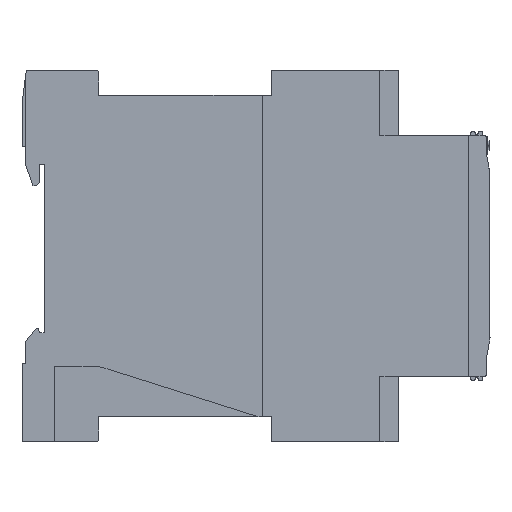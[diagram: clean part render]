
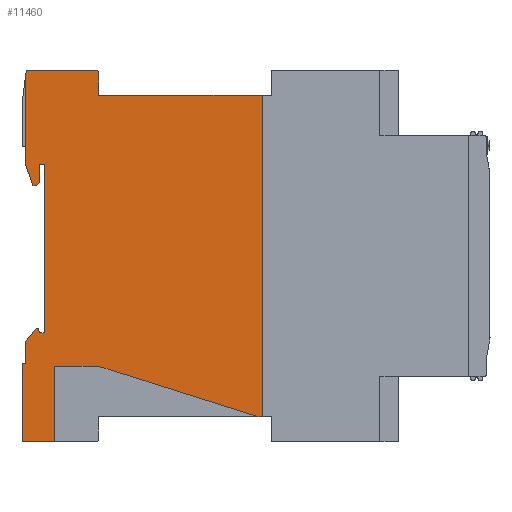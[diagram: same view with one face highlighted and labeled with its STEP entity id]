
A CAD part, left-side view. The second image highlights one B-rep face of the part: STEP entity #11460.
In plain terms, the highlighted planar face has unit normal (-1, 0, 0).
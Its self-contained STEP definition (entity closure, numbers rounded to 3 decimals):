
#7984=EDGE_CURVE('',#19186,#11952,#23117,.T.);
#9286=EDGE_CURVE('',#16350,#14422,#24539,.T.);
#9330=VERTEX_POINT('',#24585);
#9398=EDGE_CURVE('',#12078,#17108,#24655,.T.);
#9406=EDGE_CURVE('',#16202,#9760,#24664,.T.);
#9440=EDGE_CURVE('',#15366,#16202,#24701,.T.);
#9760=VERTEX_POINT('',#25045);
#10136=VERTEX_POINT('',#25447);
#10144=VERTEX_POINT('',#25455);
#10552=EDGE_CURVE('',#11092,#10144,#25903,.T.);
#11092=VERTEX_POINT('',#26507);
#11112=EDGE_CURVE('',#12766,#19214,#26528,.T.);
#11114=EDGE_CURVE('',#17204,#11822,#26530,.T.);
#11460=ADVANCED_FACE('',(#26902),#26903,.F.);
#11720=VERTEX_POINT('',#27186);
#11822=VERTEX_POINT('',#27299);
#11920=VERTEX_POINT('',#27408);
#11952=VERTEX_POINT('',#27441);
#12034=EDGE_CURVE('',#12078,#13640,#27529,.T.);
#12078=VERTEX_POINT('',#27578);
#12432=EDGE_CURVE('',#19626,#15366,#27974,.T.);
#12766=VERTEX_POINT('',#28338);
#13540=VERTEX_POINT('',#29188);
#13640=VERTEX_POINT('',#29295);
#13824=VERTEX_POINT('',#29498);
#14422=VERTEX_POINT('',#30149);
#14654=EDGE_CURVE('',#9760,#11092,#30403,.T.);
#15024=EDGE_CURVE('',#13540,#11952,#30806,.T.);
#15248=EDGE_CURVE('',#15770,#12766,#31053,.T.);
#15366=VERTEX_POINT('',#31181);
#15770=VERTEX_POINT('',#31631);
#16072=EDGE_CURVE('',#11920,#13540,#31963,.T.);
#16202=VERTEX_POINT('',#32104);
#16292=VERTEX_POINT('',#32204);
#16350=VERTEX_POINT('',#32269);
#16592=EDGE_CURVE('',#17474,#11920,#32534,.T.);
#16952=EDGE_CURVE('',#13824,#13640,#32916,.T.);
#17108=VERTEX_POINT('',#33080);
#17168=EDGE_CURVE('',#14422,#17474,#33146,.T.);
#17204=VERTEX_POINT('',#33186);
#17448=EDGE_CURVE('',#9330,#20382,#33446,.T.);
#17474=VERTEX_POINT('',#33477);
#17702=EDGE_CURVE('',#17108,#11720,#33722,.T.);
#17734=EDGE_CURVE('',#21048,#13824,#33758,.T.);
#18062=VERTEX_POINT('',#34121);
#18168=EDGE_CURVE('',#22104,#17204,#34239,.T.);
#18348=EDGE_CURVE('',#18062,#19118,#34432,.T.);
#19118=VERTEX_POINT('',#35296);
#19186=VERTEX_POINT('',#35372);
#19214=VERTEX_POINT('',#35403);
#19538=EDGE_CURVE('',#19214,#10136,#35766,.T.);
#19626=VERTEX_POINT('',#35863);
#20032=EDGE_CURVE('',#15770,#16292,#36307,.T.);
#20298=EDGE_CURVE('',#16292,#18062,#36599,.T.);
#20382=VERTEX_POINT('',#36689);
#21048=VERTEX_POINT('',#37412);
#21524=EDGE_CURVE('',#11822,#19626,#37941,.T.);
#21678=EDGE_CURVE('',#10144,#21048,#38116,.T.);
#21706=EDGE_CURVE('',#20382,#19186,#38145,.T.);
#21882=EDGE_CURVE('',#10136,#9330,#38334,.T.);
#22104=VERTEX_POINT('',#38571);
#22250=EDGE_CURVE('',#19118,#22104,#38730,.T.);
#22376=EDGE_CURVE('',#11720,#16350,#38869,.T.);
#23117=CIRCLE('',#39817,0.2);
#24539=LINE('',#41937,#41938);
#24585=CARTESIAN_POINT('',(-22.5,-17.407,-24.7));
#24655=LINE('',#42109,#42110);
#24664=LINE('',#42122,#42123);
#24701=LINE('',#42174,#42175);
#25045=CARTESIAN_POINT('',(-22.5,-4.4,21.45));
#25447=CARTESIAN_POINT('',(-22.5,-7.7,-24.7));
#25455=CARTESIAN_POINT('',(-22.5,-3.9,17.264));
#25903=LINE('',#44097,#44098);
#26507=CARTESIAN_POINT('',(-22.5,-3.9,20.95));
#26528=LINE('',#44994,#44995);
#26530=LINE('',#44998,#44999);
#26902=FACE_OUTER_BOUND('',#45541,.T.);
#26903=PLANE('',#45542);
#27186=CARTESIAN_POINT('',(-22.5,-16.9,43.0));
#27299=CARTESIAN_POINT('',(-22.5,-3.732,-16.05));
#27408=CARTESIAN_POINT('',(-22.5,-54.9,37.2));
#27441=CARTESIAN_POINT('',(-22.5,-53.931,-36.2));
#27529=LINE('',#46457,#46458);
#27578=CARTESIAN_POINT('',(-22.5,-0.8,41.481));
#27974=LINE('',#47101,#47102);
#28338=CARTESIAN_POINT('',(-22.5,-7.5,-41.4));
#29188=CARTESIAN_POINT('',(-22.5,-54.9,-36.2));
#29295=CARTESIAN_POINT('',(-22.5,-0.8,21.45));
#29498=CARTESIAN_POINT('',(-22.5,-2.5,16.55));
#30149=CARTESIAN_POINT('',(-22.5,-17.5,37.4));
#30403=CIRCLE('',#50724,0.5);
#30806=LINE('',#51327,#51328);
#31053=CIRCLE('',#51672,0.6);
#31181=CARTESIAN_POINT('',(-22.5,-5.1,-17.05));
#31631=CARTESIAN_POINT('',(-22.5,-6.9,-42.0));
#31963=LINE('',#53025,#53026);
#32104=CARTESIAN_POINT('',(-22.5,-5.1,21.45));
#32204=CARTESIAN_POINT('',(-22.5,0.0,-42.0));
#32269=CARTESIAN_POINT('',(-22.5,-17.5,42.4));
#32534=LINE('',#53857,#53858);
#32916=LINE('',#54464,#54465);
#33080=CARTESIAN_POINT('',(-22.5,-1.,43.0));
#33146=CIRCLE('',#54825,0.2);
#33186=CARTESIAN_POINT('',(-22.5,-3.232,-16.05));
#33446=CIRCLE('',#55258,0.6);
#33477=CARTESIAN_POINT('',(-22.5,-17.7,37.2));
#33722=LINE('',#55663,#55664);
#33758=LINE('',#55715,#55716);
#34121=CARTESIAN_POINT('',(-22.5,0.0,-24.05));
#34239=LINE('',#56471,#56472);
#34432=LINE('',#56791,#56792);
#35296=CARTESIAN_POINT('',(-22.5,-0.8,-24.05));
#35372=CARTESIAN_POINT('',(-22.5,-53.871,-36.191));
#35403=CARTESIAN_POINT('',(-22.5,-7.5,-24.9));
#35766=CIRCLE('',#58743,0.2);
#35863=CARTESIAN_POINT('',(-22.5,-4.0,-17.05));
#36307=LINE('',#59517,#59518);
#36599=LINE('',#60013,#60014);
#36689=CARTESIAN_POINT('',(-22.5,-17.588,-24.728));
#37412=CARTESIAN_POINT('',(-22.5,-3.4,16.55));
#37941=LINE('',#61996,#61997);
#38116=LINE('',#62268,#62269);
#38145=LINE('',#62315,#62316);
#38334=LINE('',#62589,#62590);
#38571=CARTESIAN_POINT('',(-22.5,-0.8,-19.05));
#38730=LINE('',#63181,#63182);
#38869=CIRCLE('',#63364,0.6);
#39817=AXIS2_PLACEMENT_3D('',#64257,#64258,#64259);
#41937=CARTESIAN_POINT('',(-22.5,-17.5,42.4));
#41938=VECTOR('',#65825,1.0);
#42109=CARTESIAN_POINT('',(-22.5,0.,35.404));
#42110=VECTOR('',#65913,1.0);
#42122=CARTESIAN_POINT('',(-22.5,-5.1,21.45));
#42123=VECTOR('',#65923,1.0);
#42174=CARTESIAN_POINT('',(-22.5,-5.1,-17.05));
#42175=VECTOR('',#65957,1.0);
#44097=CARTESIAN_POINT('',(-22.5,-3.9,20.95));
#44098=VECTOR('',#67120,1.0);
#44994=CARTESIAN_POINT('',(-22.5,-7.5,-12.02));
#44995=VECTOR('',#67915,1.0);
#44998=CARTESIAN_POINT('',(-22.5,-3.232,-16.05));
#44999=VECTOR('',#67916,1.0);
#45541=EDGE_LOOP('',(#68245,#68246,#68247,#68248,#68249,#68250,#68251,#68252,#68253,#68254,#68255,#68256,#68257,#68258,#68259,#68260,#68261,#68262,#68263,#68264,#68265,#68266,#68267,#68268,#68269,#68270,#68271,#68272,#68273,#68274,#68275));
#45542=AXIS2_PLACEMENT_3D('',#68276,#68277,#68278);
#46457=CARTESIAN_POINT('',(-22.5,-0.8,5.168));
#46458=VECTOR('',#68951,1.0);
#47101=CARTESIAN_POINT('',(-22.5,-4.0,-17.05));
#47102=VECTOR('',#69516,1.0);
#50724=AXIS2_PLACEMENT_3D('',#72139,#72140,#72141);
#51327=CARTESIAN_POINT('',(-22.5,-54.9,-36.2));
#51328=VECTOR('',#72588,1.0);
#51672=AXIS2_PLACEMENT_3D('',#72871,#72872,#72873);
#53025=CARTESIAN_POINT('',(-22.5,-54.9,37.2));
#53026=VECTOR('',#73983,1.0);
#53857=CARTESIAN_POINT('',(-22.5,-17.7,37.2));
#53858=VECTOR('',#74640,1.0);
#54464=CARTESIAN_POINT('',(-22.5,-2.5,16.55));
#54465=VECTOR('',#74960,1.);
#54825=AXIS2_PLACEMENT_3D('',#75172,#75173,#75174);
#55258=AXIS2_PLACEMENT_3D('',#75456,#75457,#75458);
#55663=CARTESIAN_POINT('',(-22.5,-1.0,43.0));
#55664=VECTOR('',#75718,1.0);
#55715=CARTESIAN_POINT('',(-22.5,-3.4,16.55));
#55716=VECTOR('',#75763,1.0);
#56471=CARTESIAN_POINT('',(-22.5,-0.8,-19.05));
#56472=VECTOR('',#76336,1.0);
#56791=CARTESIAN_POINT('',(-22.5,0.0,-24.05));
#56792=VECTOR('',#76520,1.0);
#58743=AXIS2_PLACEMENT_3D('',#78142,#78143,#78144);
#59517=CARTESIAN_POINT('',(-22.5,-16.9,-42.0));
#59518=VECTOR('',#78708,1.0);
#60013=CARTESIAN_POINT('',(-22.5,0.0,-42.0));
#60014=VECTOR('',#79018,1.0);
#61996=CARTESIAN_POINT('',(-22.5,-3.732,-16.05));
#61997=VECTOR('',#80446,1.);
#62268=CARTESIAN_POINT('',(-22.5,-3.9,17.264));
#62269=VECTOR('',#80760,1.0);
#62315=CARTESIAN_POINT('',(-22.5,-35.555,-30.404));
#62316=VECTOR('',#80782,1.0);
#62589=CARTESIAN_POINT('',(-22.5,-21.348,-24.7));
#62590=VECTOR('',#80971,1.0);
#63181=CARTESIAN_POINT('',(-22.5,-0.8,-24.05));
#63182=VECTOR('',#81313,1.0);
#63364=AXIS2_PLACEMENT_3D('',#81459,#81460,#81461);
#64257=CARTESIAN_POINT('',(-22.5,-53.931,-36.));
#64258=DIRECTION('',(-1.0,0.0,-0.0));
#64259=DIRECTION('',(0.0,0.301,-0.954));
#65825=DIRECTION('',(0.0,0.0,-1.0));
#65913=DIRECTION('',(0.0,-0.131,0.991));
#65923=DIRECTION('',(0.0,1.0,0.0));
#65957=DIRECTION('',(0.0,0.0,1.0));
#67120=DIRECTION('',(0.0,0.0,-1.0));
#67915=DIRECTION('',(0.0,0.0,1.0));
#67916=DIRECTION('',(0.0,-1.0,0.0));
#68245=ORIENTED_EDGE('',*,*,#15248,.T.);
#68246=ORIENTED_EDGE('',*,*,#11112,.T.);
#68247=ORIENTED_EDGE('',*,*,#19538,.T.);
#68248=ORIENTED_EDGE('',*,*,#21882,.T.);
#68249=ORIENTED_EDGE('',*,*,#17448,.T.);
#68250=ORIENTED_EDGE('',*,*,#21706,.T.);
#68251=ORIENTED_EDGE('',*,*,#7984,.T.);
#68252=ORIENTED_EDGE('',*,*,#15024,.F.);
#68253=ORIENTED_EDGE('',*,*,#16072,.F.);
#68254=ORIENTED_EDGE('',*,*,#16592,.F.);
#68255=ORIENTED_EDGE('',*,*,#17168,.F.);
#68256=ORIENTED_EDGE('',*,*,#9286,.F.);
#68257=ORIENTED_EDGE('',*,*,#22376,.F.);
#68258=ORIENTED_EDGE('',*,*,#17702,.F.);
#68259=ORIENTED_EDGE('',*,*,#9398,.F.);
#68260=ORIENTED_EDGE('',*,*,#12034,.T.);
#68261=ORIENTED_EDGE('',*,*,#16952,.F.);
#68262=ORIENTED_EDGE('',*,*,#17734,.F.);
#68263=ORIENTED_EDGE('',*,*,#21678,.F.);
#68264=ORIENTED_EDGE('',*,*,#10552,.F.);
#68265=ORIENTED_EDGE('',*,*,#14654,.F.);
#68266=ORIENTED_EDGE('',*,*,#9406,.F.);
#68267=ORIENTED_EDGE('',*,*,#9440,.F.);
#68268=ORIENTED_EDGE('',*,*,#12432,.F.);
#68269=ORIENTED_EDGE('',*,*,#21524,.F.);
#68270=ORIENTED_EDGE('',*,*,#11114,.F.);
#68271=ORIENTED_EDGE('',*,*,#18168,.F.);
#68272=ORIENTED_EDGE('',*,*,#22250,.F.);
#68273=ORIENTED_EDGE('',*,*,#18348,.F.);
#68274=ORIENTED_EDGE('',*,*,#20298,.F.);
#68275=ORIENTED_EDGE('',*,*,#20032,.F.);
#68276=CARTESIAN_POINT('',(-22.5,-25.29,0.86));
#68277=DIRECTION('',(1.0,0.0,0.0));
#68278=DIRECTION('',(0.0,1.0,0.0));
#68951=DIRECTION('',(0.0,0.0,-1.0));
#69516=DIRECTION('',(0.0,-1.0,0.0));
#72139=CARTESIAN_POINT('',(-22.5,-4.4,20.95));
#72140=DIRECTION('',(-1.0,0.0,0.0));
#72141=DIRECTION('',(0.0,1.0,0.));
#72588=DIRECTION('',(0.0,1.0,0.0));
#72871=CARTESIAN_POINT('',(-22.5,-6.9,-41.4));
#72872=DIRECTION('',(-1.0,0.0,-0.0));
#72873=DIRECTION('',(0.0,0.,-1.0));
#73983=DIRECTION('',(0.0,0.0,-1.0));
#74640=DIRECTION('',(0.0,-1.0,0.0));
#74960=DIRECTION('',(0.0,0.328,0.945));
#75172=CARTESIAN_POINT('',(-22.5,-17.7,37.4));
#75173=DIRECTION('',(-1.0,-0.0,0.0));
#75174=DIRECTION('',(0.0,0.,-1.));
#75456=CARTESIAN_POINT('',(-22.5,-17.407,-25.3));
#75457=DIRECTION('',(1.0,0.0,0.0));
#75458=DIRECTION('',(-0.0,-0.301,0.954));
#75718=DIRECTION('',(0.0,-1.0,0.0));
#75763=DIRECTION('',(0.0,1.0,0.0));
#76336=DIRECTION('',(0.0,-0.63,0.777));
#76520=DIRECTION('',(0.0,-1.0,0.0));
#78142=CARTESIAN_POINT('',(-22.5,-7.7,-24.9));
#78143=DIRECTION('',(1.0,0.0,0.0));
#78144=DIRECTION('',(-0.0,0.,1.));
#78708=DIRECTION('',(0.0,1.0,0.0));
#79018=DIRECTION('',(0.0,0.0,1.0));
#80446=DIRECTION('',(0.0,-0.259,-0.966));
#80760=DIRECTION('',(0.0,0.573,-0.819));
#80782=DIRECTION('',(0.0,-0.954,-0.301));
#80971=DIRECTION('',(0.0,-1.0,0.0));
#81313=DIRECTION('',(0.0,0.0,1.0));
#81459=CARTESIAN_POINT('',(-22.5,-16.9,42.4));
#81460=DIRECTION('',(1.0,0.0,-0.0));
#81461=DIRECTION('',(0.0,0.,1.0));
